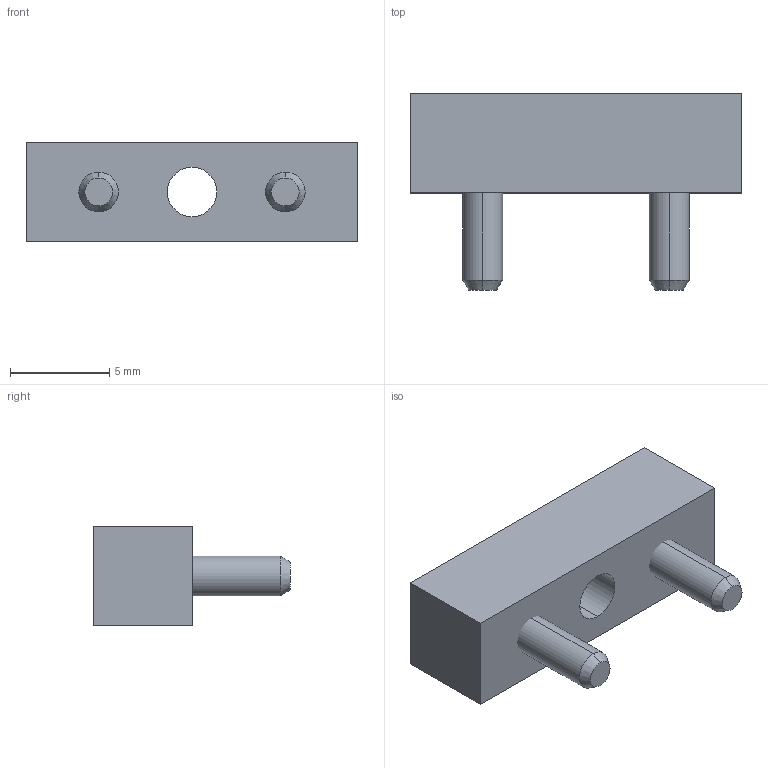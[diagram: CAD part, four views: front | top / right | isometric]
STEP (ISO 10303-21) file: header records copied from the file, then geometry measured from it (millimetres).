
FILE_DESCRIPTION (( 'STEP AP214' ), '1' );
FILE_NAME ('Carriage Stop Right.STEP', '2025-07-06T08:34:47', ( '' ), ( '' ), 'SwSTEP 2.0', 'SolidWorks 2025', '' );
FILE_SCHEMA (( 'AUTOMOTIVE_DESIGN' ));
Length unit declared in the file: millimetre
Products named in the file (1): Carriage Stop Right
Bounding box: 16.7 x 9.9 x 5 mm (x, y, z)
Volume: 424.2 mm3; surface area: 524.2 mm2
Topology: 3 solids, 3 shells, 23 faces, 44 edges, 28 vertices
Faces by surface type: plane 11, cylinder 8, cone 4
Entity records: 774 total; most frequent: DIRECTION 112, CARTESIAN_POINT 96, ORIENTED_EDGE 88, EDGE_CURVE 44, AXIS2_PLACEMENT_3D 44, VERTEX_POINT 28, EDGE_LOOP 26, VECTOR 24
